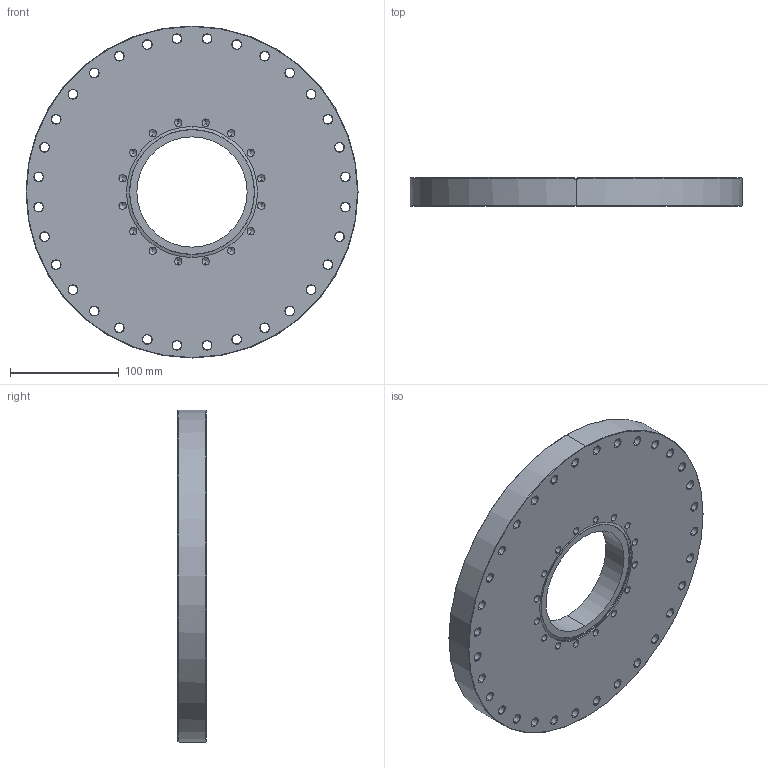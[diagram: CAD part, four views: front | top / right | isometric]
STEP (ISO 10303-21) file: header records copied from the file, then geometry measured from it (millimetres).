
FILE_DESCRIPTION (( 'STEP AP214' ), '1' );
FILE_NAME ('Hositrad_CFA250-100D.STEP', '2014-04-07T14:42:06', ( '' ), ( '' ), 'SwSTEP 2.0', 'SolidWorks 2014', '' );
FILE_SCHEMA (( 'AUTOMOTIVE_DESIGN' ));
Length unit declared in the file: millimetre
Products named in the file (1): Hositrad_CFA250-100D
Bounding box: 306 x 26 x 306 mm (x, y, z)
Volume: 1573550.4 mm3; surface area: 190929.3 mm2
Topology: 1 solids, 1 shells, 287 faces, 682 edges, 382 vertices
Faces by surface type: cone 172, cylinder 104, plane 11
Entity records: 8508 total; most frequent: DIRECTION 1578, CARTESIAN_POINT 1332, ORIENTED_EDGE 1300, EDGE_CURVE 650, AXIS2_PLACEMENT_3D 644, VERTEX_POINT 382, EDGE_LOOP 370, CIRCLE 356
